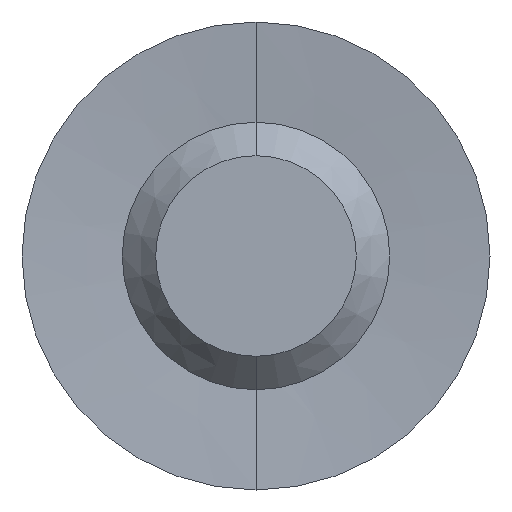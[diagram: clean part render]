
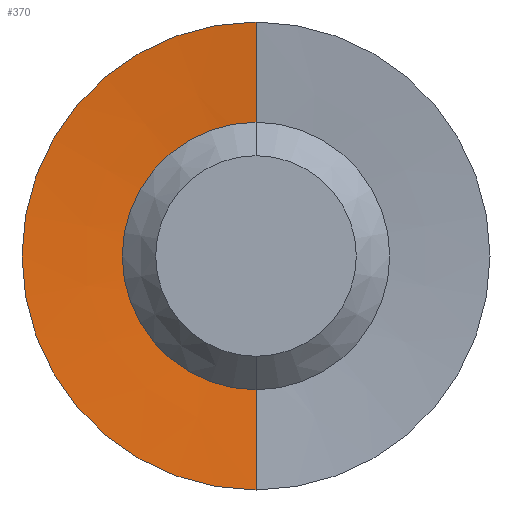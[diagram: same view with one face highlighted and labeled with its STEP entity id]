
A CAD part, front view. The second image highlights one B-rep face of the part: STEP entity #370.
In plain terms, the highlighted conical face has half-angle 85 degrees and reference radius 3.272 mm.
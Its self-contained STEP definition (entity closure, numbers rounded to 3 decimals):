
#13 = DIRECTION ( 'NONE',  ( 0., -0.087, -0.996 ) ) ;
#19 = CARTESIAN_POINT ( 'NONE',  ( 0., 0.326, 3.272 ) ) ;
#43 = CARTESIAN_POINT ( 'NONE',  ( 0., 0., 0. ) ) ;
#61 = DIRECTION ( 'NONE',  ( 0., 0., -1. ) ) ;
#64 = EDGE_CURVE ( 'NONE', #696, #766, #810, .T. ) ;
#69 = ORIENTED_EDGE ( 'NONE', *, *, #446, .T. ) ;
#92 = ORIENTED_EDGE ( 'NONE', *, *, #697, .F. ) ;
#93 = AXIS2_PLACEMENT_3D ( 'NONE', #596, #394, #61 ) ;
#186 = DIRECTION ( 'NONE',  ( 0., 0., -1. ) ) ;
#202 = AXIS2_PLACEMENT_3D ( 'NONE', #744, #492, #803 ) ;
#228 = DIRECTION ( 'NONE',  ( 0., -0.087, 0.996 ) ) ;
#247 = CIRCLE ( 'NONE', #788, 7. ) ;
#300 = CARTESIAN_POINT ( 'NONE',  ( 0., 0., -7. ) ) ;
#309 = EDGE_CURVE ( 'NONE', #696, #406, #619, .T. ) ;
#333 = VERTEX_POINT ( 'NONE', #300 ) ;
#344 = CARTESIAN_POINT ( 'NONE',  ( 0., 0.326, -3.272 ) ) ;
#370 = ADVANCED_FACE ( 'NONE', ( #782 ), #450, .F. ) ;
#381 = EDGE_LOOP ( 'NONE', ( #753, #746, #69, #92 ) ) ;
#394 = DIRECTION ( 'NONE',  ( 0., -1., 0. ) ) ;
#400 = VECTOR ( 'NONE', #13, 1000. ) ;
#406 = VERTEX_POINT ( 'NONE', #682 ) ;
#446 = EDGE_CURVE ( 'NONE', #406, #333, #247, .T. ) ;
#450 = CONICAL_SURFACE ( 'NONE', #202, 3.272, 1.484 ) ;
#475 = CARTESIAN_POINT ( 'NONE',  ( 0., 0.326, -3.272 ) ) ;
#492 = DIRECTION ( 'NONE',  ( 0., -1., 0. ) ) ;
#596 = CARTESIAN_POINT ( 'NONE',  ( 0., 0.326, 0. ) ) ;
#619 = LINE ( 'NONE', #19, #825 ) ;
#633 = LINE ( 'NONE', #344, #400 ) ;
#682 = CARTESIAN_POINT ( 'NONE',  ( 0., 0., 7. ) ) ;
#696 = VERTEX_POINT ( 'NONE', #728 ) ;
#697 = EDGE_CURVE ( 'NONE', #766, #333, #633, .T. ) ;
#708 = DIRECTION ( 'NONE',  ( 0., -1., 0. ) ) ;
#728 = CARTESIAN_POINT ( 'NONE',  ( 0., 0.326, 3.272 ) ) ;
#744 = CARTESIAN_POINT ( 'NONE',  ( 0., 0.326, 0. ) ) ;
#746 = ORIENTED_EDGE ( 'NONE', *, *, #309, .T. ) ;
#753 = ORIENTED_EDGE ( 'NONE', *, *, #64, .F. ) ;
#766 = VERTEX_POINT ( 'NONE', #475 ) ;
#782 = FACE_OUTER_BOUND ( 'NONE', #381, .T. ) ;
#788 = AXIS2_PLACEMENT_3D ( 'NONE', #43, #708, #186 ) ;
#803 = DIRECTION ( 'NONE',  ( 0., 0., -1. ) ) ;
#810 = CIRCLE ( 'NONE', #93, 3.272 ) ;
#825 = VECTOR ( 'NONE', #228, 1000. ) ;
